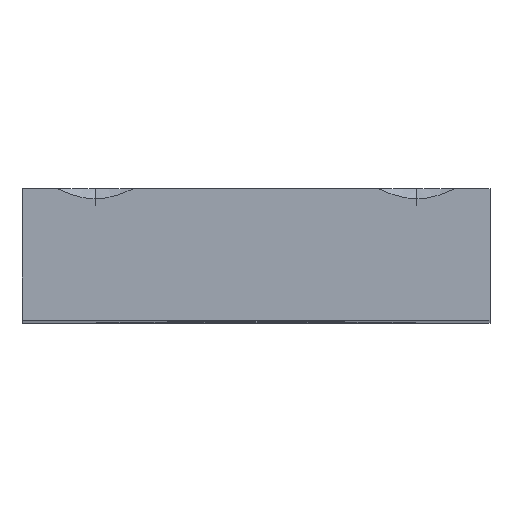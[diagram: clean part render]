
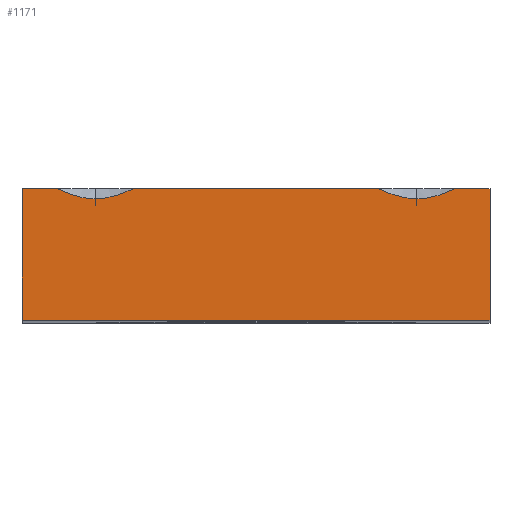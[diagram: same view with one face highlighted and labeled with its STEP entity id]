
A CAD part, top view. The second image highlights one B-rep face of the part: STEP entity #1171.
In plain terms, the highlighted planar face has unit normal (0, 0, 1).
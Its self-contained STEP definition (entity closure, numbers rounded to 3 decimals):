
#3 = CARTESIAN_POINT ( 'NONE',  ( 13.199, 4.305, 63. ) ) ;
#19 = DIRECTION ( 'NONE',  ( -1., 0., 0. ) ) ;
#25 = CARTESIAN_POINT ( 'NONE',  ( -8.394, 4.5, 63. ) ) ;
#40 = ORIENTED_EDGE ( 'NONE', *, *, #593, .F. ) ;
#45 = CARTESIAN_POINT ( 'NONE',  ( -16., 4.5, 63. ) ) ;
#47 = CARTESIAN_POINT ( 'NONE',  ( 11., 3.8, 63. ) ) ;
#49 = CARTESIAN_POINT ( 'NONE',  ( -13.606, 4.5, 63. ) ) ;
#62 = DIRECTION ( 'NONE',  ( -1., 0., 0. ) ) ;
#71 = EDGE_CURVE ( 'NONE', #389, #1196, #481, .T. ) ;
#100 = CARTESIAN_POINT ( 'NONE',  ( 13.404, 4.399, 63. ) ) ;
#113 = CARTESIAN_POINT ( 'NONE',  ( -10.774, 3.8, 63. ) ) ;
#130 = CARTESIAN_POINT ( 'NONE',  ( 16., 4.5, 63. ) ) ;
#138 = VERTEX_POINT ( 'NONE', #457 ) ;
#149 = CARTESIAN_POINT ( 'NONE',  ( 9.223, 4.12, 63. ) ) ;
#177 = CARTESIAN_POINT ( 'NONE',  ( 13.606, 4.5, 63. ) ) ;
#190 = VERTEX_POINT ( 'NONE', #465 ) ;
#212 = ORIENTED_EDGE ( 'NONE', *, *, #661, .F. ) ;
#230 = VECTOR ( 'NONE', #19, 1000. ) ;
#241 = B_SPLINE_CURVE_WITH_KNOTS ( 'NONE', 3,
 ( #1109, #1115, #851, #473, #1124, #3, #100, #177 ),
 .UNSPECIFIED., .F., .F.,
 ( 4, 2, 2, 4 ),
 ( 0.026, 0.027, 0.028, 0.029 ),
 .UNSPECIFIED. ) ;
#242 = CARTESIAN_POINT ( 'NONE',  ( -16., 4.5, 63. ) ) ;
#255 = DIRECTION ( 'NONE',  ( 0., 1., 0. ) ) ;
#256 = CARTESIAN_POINT ( 'NONE',  ( -11.452, 3.817, 63. ) ) ;
#293 = CARTESIAN_POINT ( 'NONE',  ( -10.546, 3.817, 63. ) ) ;
#322 = AXIS2_PLACEMENT_3D ( 'NONE', #522, #1176, #1002 ) ;
#335 = CARTESIAN_POINT ( 'NONE',  ( -13.2, 4.297, 63. ) ) ;
#365 = LINE ( 'NONE', #579, #230 ) ;
#378 = FACE_OUTER_BOUND ( 'NONE', #965, .T. ) ;
#389 = VERTEX_POINT ( 'NONE', #957 ) ;
#391 = CARTESIAN_POINT ( 'NONE',  ( -16., 4.5, 63. ) ) ;
#394 = CARTESIAN_POINT ( 'NONE',  ( -9.874, 3.934, 63. ) ) ;
#404 = B_SPLINE_CURVE_WITH_KNOTS ( 'NONE', 3,
 ( #1179, #885, #149, #980, #799, #619, #419, #47 ),
 .UNSPECIFIED., .F., .F.,
 ( 4, 2, 2, 4 ),
 ( 0.023, 0.025, 0.025, 0.026 ),
 .UNSPECIFIED. ) ;
#419 = CARTESIAN_POINT ( 'NONE',  ( 10.771, 3.8, 63. ) ) ;
#420 = VERTEX_POINT ( 'NONE', #582 ) ;
#439 = CARTESIAN_POINT ( 'NONE',  ( -11.226, 3.8, 63. ) ) ;
#443 = CARTESIAN_POINT ( 'NONE',  ( 16., 4.5, 63. ) ) ;
#455 = CARTESIAN_POINT ( 'NONE',  ( -11., 3.8, 63. ) ) ;
#457 = CARTESIAN_POINT ( 'NONE',  ( 13.606, 4.5, 63. ) ) ;
#465 = CARTESIAN_POINT ( 'NONE',  ( -16., 4.5, 63. ) ) ;
#468 = ORIENTED_EDGE ( 'NONE', *, *, #959, .T. ) ;
#473 = CARTESIAN_POINT ( 'NONE',  ( 12.56, 4.058, 63. ) ) ;
#474 = LINE ( 'NONE', #443, #901 ) ;
#478 = CARTESIAN_POINT ( 'NONE',  ( -9.222, 4.121, 63. ) ) ;
#481 = LINE ( 'NONE', #242, #990 ) ;
#493 = CARTESIAN_POINT ( 'NONE',  ( -8.798, 4.298, 63. ) ) ;
#515 = EDGE_CURVE ( 'NONE', #190, #420, #886, .T. ) ;
#522 = CARTESIAN_POINT ( 'NONE',  ( 0., 0., 63. ) ) ;
#528 = CARTESIAN_POINT ( 'NONE',  ( -8.394, 4.5, 63. ) ) ;
#565 = VERTEX_POINT ( 'NONE', #977 ) ;
#579 = CARTESIAN_POINT ( 'NONE',  ( -16., 4.5, 63. ) ) ;
#582 = CARTESIAN_POINT ( 'NONE',  ( -16., -4.5, 63. ) ) ;
#585 = B_SPLINE_CURVE_WITH_KNOTS ( 'NONE', 3,
 ( #1042, #113, #293, #668, #394, #478, #493, #25 ),
 .UNSPECIFIED., .F., .F.,
 ( 4, 2, 2, 4 ),
 ( 0.01, 0.01, 0.011, 0.012 ),
 .UNSPECIFIED. ) ;
#593 = EDGE_CURVE ( 'NONE', #389, #610, #404, .T. ) ;
#598 = DIRECTION ( 'NONE',  ( 0., -1., 0. ) ) ;
#602 = LINE ( 'NONE', #391, #658 ) ;
#610 = VERTEX_POINT ( 'NONE', #897 ) ;
#619 = CARTESIAN_POINT ( 'NONE',  ( 10.543, 3.818, 63. ) ) ;
#637 = CARTESIAN_POINT ( 'NONE',  ( -11.901, 3.884, 63. ) ) ;
#643 = ORIENTED_EDGE ( 'NONE', *, *, #971, .F. ) ;
#645 = VERTEX_POINT ( 'NONE', #455 ) ;
#646 = CARTESIAN_POINT ( 'NONE',  ( -11., 3.8, 63. ) ) ;
#651 = DIRECTION ( 'NONE',  ( 1., 0., 0. ) ) ;
#658 = VECTOR ( 'NONE', #1136, 1000. ) ;
#661 = EDGE_CURVE ( 'NONE', #1120, #645, #1143, .T. ) ;
#668 = CARTESIAN_POINT ( 'NONE',  ( -10.095, 3.885, 63. ) ) ;
#670 = VECTOR ( 'NONE', #651, 1000. ) ;
#684 = LINE ( 'NONE', #758, #670 ) ;
#743 = EDGE_CURVE ( 'NONE', #420, #565, #684, .T. ) ;
#758 = CARTESIAN_POINT ( 'NONE',  ( -16., -4.5, 63. ) ) ;
#777 = ORIENTED_EDGE ( 'NONE', *, *, #817, .F. ) ;
#796 = ORIENTED_EDGE ( 'NONE', *, *, #968, .T. ) ;
#799 = CARTESIAN_POINT ( 'NONE',  ( 10.096, 3.885, 63. ) ) ;
#817 = EDGE_CURVE ( 'NONE', #610, #138, #241, .T. ) ;
#834 = VECTOR ( 'NONE', #598, 1000. ) ;
#851 = CARTESIAN_POINT ( 'NONE',  ( 11.905, 3.871, 63. ) ) ;
#860 = ORIENTED_EDGE ( 'NONE', *, *, #743, .T. ) ;
#885 = CARTESIAN_POINT ( 'NONE',  ( 8.798, 4.298, 63. ) ) ;
#886 = LINE ( 'NONE', #45, #834 ) ;
#897 = CARTESIAN_POINT ( 'NONE',  ( 11., 3.8, 63. ) ) ;
#901 = VECTOR ( 'NONE', #255, 1000. ) ;
#941 = ORIENTED_EDGE ( 'NONE', *, *, #1193, .T. ) ;
#957 = CARTESIAN_POINT ( 'NONE',  ( 8.394, 4.5, 63. ) ) ;
#959 = EDGE_CURVE ( 'NONE', #1074, #138, #602, .T. ) ;
#965 = EDGE_LOOP ( 'NONE', ( #40, #1132, #643, #212, #796, #1092, #860, #941, #468, #777 ) ) ;
#968 = EDGE_CURVE ( 'NONE', #1120, #190, #365, .T. ) ;
#971 = EDGE_CURVE ( 'NONE', #645, #1196, #585, .T. ) ;
#977 = CARTESIAN_POINT ( 'NONE',  ( 16., -4.5, 63. ) ) ;
#980 = CARTESIAN_POINT ( 'NONE',  ( 9.876, 3.934, 63. ) ) ;
#990 = VECTOR ( 'NONE', #62, 1000. ) ;
#992 = PLANE ( 'NONE',  #322 ) ;
#1002 = DIRECTION ( 'NONE',  ( 1., 0., 0. ) ) ;
#1042 = CARTESIAN_POINT ( 'NONE',  ( -11., 3.8, 63. ) ) ;
#1074 = VERTEX_POINT ( 'NONE', #130 ) ;
#1092 = ORIENTED_EDGE ( 'NONE', *, *, #515, .T. ) ;
#1101 = CARTESIAN_POINT ( 'NONE',  ( -12.783, 4.122, 63. ) ) ;
#1109 = CARTESIAN_POINT ( 'NONE',  ( 11., 3.8, 63. ) ) ;
#1115 = CARTESIAN_POINT ( 'NONE',  ( 11.459, 3.8, 63. ) ) ;
#1120 = VERTEX_POINT ( 'NONE', #49 ) ;
#1124 = CARTESIAN_POINT ( 'NONE',  ( 12.777, 4.134, 63. ) ) ;
#1132 = ORIENTED_EDGE ( 'NONE', *, *, #71, .T. ) ;
#1136 = DIRECTION ( 'NONE',  ( -1., 0., 0. ) ) ;
#1143 = B_SPLINE_CURVE_WITH_KNOTS ( 'NONE', 3,
 ( #1185, #335, #1101, #1199, #637, #256, #439, #646 ),
 .UNSPECIFIED., .F., .F.,
 ( 4, 2, 2, 4 ),
 ( 0.007, 0.008, 0.009, 0.01 ),
 .UNSPECIFIED. ) ;
#1171 = ADVANCED_FACE ( 'NONE', ( #378 ), #992, .T. ) ;
#1176 = DIRECTION ( 'NONE',  ( 0., 0., 1. ) ) ;
#1179 = CARTESIAN_POINT ( 'NONE',  ( 8.394, 4.5, 63. ) ) ;
#1185 = CARTESIAN_POINT ( 'NONE',  ( -13.606, 4.5, 63. ) ) ;
#1193 = EDGE_CURVE ( 'NONE', #565, #1074, #474, .T. ) ;
#1196 = VERTEX_POINT ( 'NONE', #528 ) ;
#1199 = CARTESIAN_POINT ( 'NONE',  ( -12.127, 3.934, 63. ) ) ;
